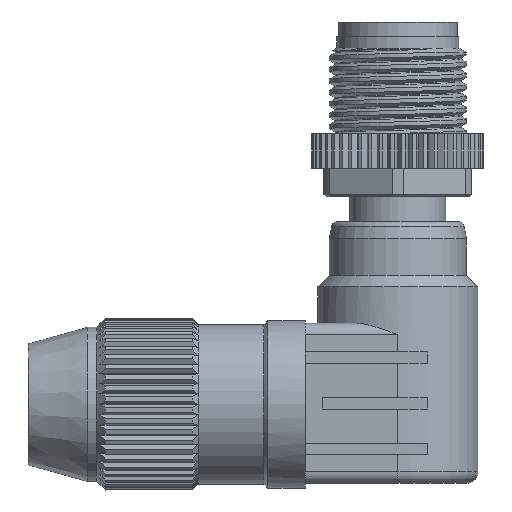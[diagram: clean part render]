
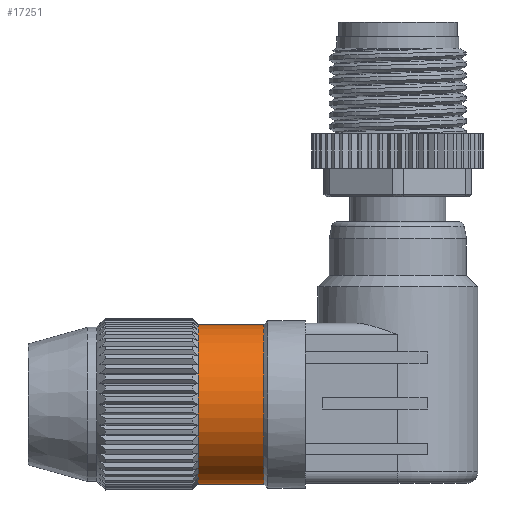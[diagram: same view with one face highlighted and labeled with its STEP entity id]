
A CAD part, front view. The second image highlights one B-rep face of the part: STEP entity #17251.
In plain terms, the highlighted cylindrical face has radius 7 mm (diameter 14 mm), a partial arc.
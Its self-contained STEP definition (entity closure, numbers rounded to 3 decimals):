
#298 = ORIENTED_EDGE ( 'NONE', *, *, #7812, .F. ) ;
#716 = EDGE_CURVE ( 'NONE', #13847, #14475, #11090, .T. ) ;
#749 = CARTESIAN_POINT ( 'NONE',  ( 6.15, 0., 7. ) ) ;
#818 = ORIENTED_EDGE ( 'NONE', *, *, #5058, .F. ) ;
#1336 = LINE ( 'NONE', #3783, #3229 ) ;
#1630 = EDGE_LOOP ( 'NONE', ( #818, #298, #5183, #13830, #9209 ) ) ;
#1956 = EDGE_CURVE ( 'NONE', #2585, #12132, #1336, .T. ) ;
#2585 = VERTEX_POINT ( 'NONE', #749 ) ;
#2592 = CARTESIAN_POINT ( 'NONE',  ( 0.4, 0., 0. ) ) ;
#3229 = VECTOR ( 'NONE', #11596, 1000. ) ;
#3262 = VECTOR ( 'NONE', #16915, 1000. ) ;
#3554 = DIRECTION ( 'NONE',  ( 0., 0., 1. ) ) ;
#3734 = DIRECTION ( 'NONE',  ( -1., 0., 0. ) ) ;
#3783 = CARTESIAN_POINT ( 'NONE',  ( 6.438, 0., 7. ) ) ;
#3920 = CARTESIAN_POINT ( 'NONE',  ( 0.4, 0., -7. ) ) ;
#5058 = EDGE_CURVE ( 'NONE', #10273, #14475, #13069, .T. ) ;
#5087 = EDGE_CURVE ( 'NONE', #12132, #13847, #15749, .T. ) ;
#5183 = ORIENTED_EDGE ( 'NONE', *, *, #1956, .T. ) ;
#5262 = FACE_OUTER_BOUND ( 'NONE', #1630, .T. ) ;
#6633 = CARTESIAN_POINT ( 'NONE',  ( 6.15, 0., -7. ) ) ;
#7192 = CARTESIAN_POINT ( 'NONE',  ( 6.15, 0., 0. ) ) ;
#7374 = DIRECTION ( 'NONE',  ( 0., 0., -1. ) ) ;
#7592 = CARTESIAN_POINT ( 'NONE',  ( 0.4, 0., 0. ) ) ;
#7696 = DIRECTION ( 'NONE',  ( 0., 0., 1. ) ) ;
#7812 = EDGE_CURVE ( 'NONE', #2585, #10273, #15726, .T. ) ;
#7881 = DIRECTION ( 'NONE',  ( 1., 0., 0. ) ) ;
#9209 = ORIENTED_EDGE ( 'NONE', *, *, #716, .T. ) ;
#9534 = CARTESIAN_POINT ( 'NONE',  ( 0.4, -7., 0. ) ) ;
#10058 = CARTESIAN_POINT ( 'NONE',  ( 0.4, 0., 7. ) ) ;
#10273 = VERTEX_POINT ( 'NONE', #6633 ) ;
#11090 = CIRCLE ( 'NONE', #13070, 7. ) ;
#11596 = DIRECTION ( 'NONE',  ( -1., 0., 0. ) ) ;
#11896 = DIRECTION ( 'NONE',  ( 0., 0., 1. ) ) ;
#12132 = VERTEX_POINT ( 'NONE', #10058 ) ;
#12662 = DIRECTION ( 'NONE',  ( 1., 0., 0. ) ) ;
#12689 = AXIS2_PLACEMENT_3D ( 'NONE', #15668, #3734, #3554 ) ;
#12933 = CARTESIAN_POINT ( 'NONE',  ( 6.438, 0., -7. ) ) ;
#13069 = LINE ( 'NONE', #12933, #3262 ) ;
#13070 = AXIS2_PLACEMENT_3D ( 'NONE', #2592, #7881, #11896 ) ;
#13357 = AXIS2_PLACEMENT_3D ( 'NONE', #7592, #16742, #7696 ) ;
#13830 = ORIENTED_EDGE ( 'NONE', *, *, #5087, .T. ) ;
#13847 = VERTEX_POINT ( 'NONE', #9534 ) ;
#13964 = AXIS2_PLACEMENT_3D ( 'NONE', #7192, #12662, #7374 ) ;
#14475 = VERTEX_POINT ( 'NONE', #3920 ) ;
#14855 = CYLINDRICAL_SURFACE ( 'NONE', #12689, 7. ) ;
#15668 = CARTESIAN_POINT ( 'NONE',  ( 6.438, 0., 0. ) ) ;
#15726 = CIRCLE ( 'NONE', #13964, 7. ) ;
#15749 = CIRCLE ( 'NONE', #13357, 7. ) ;
#16742 = DIRECTION ( 'NONE',  ( 1., 0., 0. ) ) ;
#16915 = DIRECTION ( 'NONE',  ( -1., 0., 0. ) ) ;
#17251 = ADVANCED_FACE ( 'NONE', ( #5262 ), #14855, .T. ) ;
